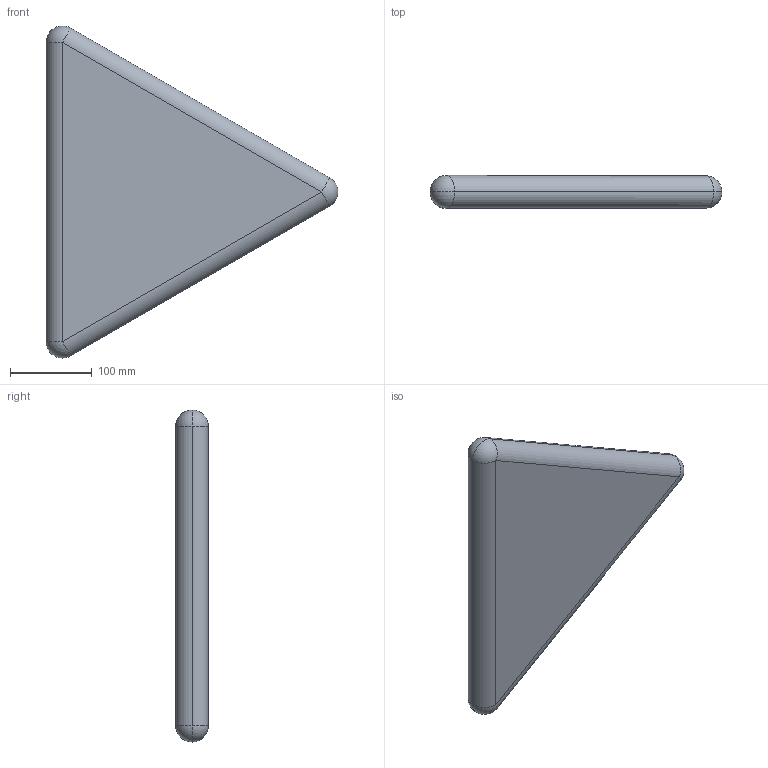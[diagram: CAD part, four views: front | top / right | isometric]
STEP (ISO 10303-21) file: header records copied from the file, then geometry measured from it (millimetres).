
FILE_DESCRIPTION (( 'STEP AP203' ), '1' );
FILE_NAME ('N3_400mm.STEP', '2015-03-02T17:32:02', ( '' ), ( '' ), 'SwSTEP 2.0', 'SolidWorks 2013', '' );
FILE_SCHEMA (( 'CONFIG_CONTROL_DESIGN' ));
Length unit declared in the file: millimetre
Products named in the file (1): N3_400mm
Bounding box: 356.41 x 40 x 405.36 mm (x, y, z)
Volume: 3034259 mm3; surface area: 189498.2 mm2
Topology: 1 solids, 1 shells, 14 faces, 30 edges, 12 vertices
Faces by surface type: sphere 6, cylinder 6, plane 2
Entity records: 406 total; most frequent: DIRECTION 69, CARTESIAN_POINT 51, ORIENTED_EDGE 48, AXIS2_PLACEMENT_3D 30, EDGE_CURVE 24, CIRCLE 15, EDGE_LOOP 14, ADVANCED_FACE 14
